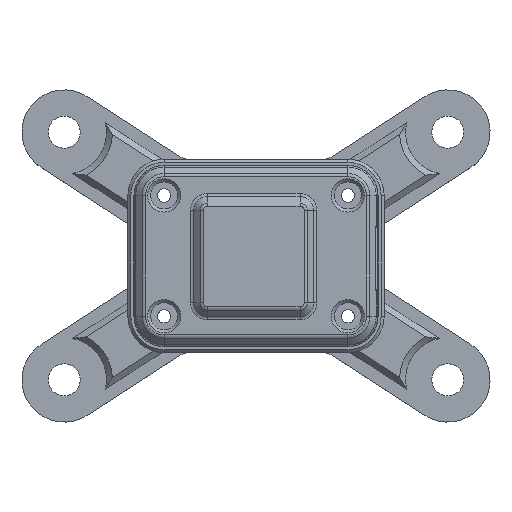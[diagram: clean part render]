
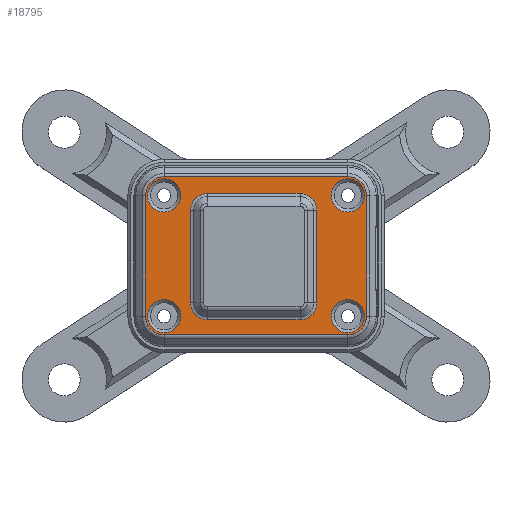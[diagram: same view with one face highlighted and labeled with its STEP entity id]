
A CAD part, top view. The second image highlights one B-rep face of the part: STEP entity #18795.
In plain terms, the highlighted face is planar.
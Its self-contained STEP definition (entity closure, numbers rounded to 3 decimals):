
#1029=FACE_BOUND('',#7600,.T.);
#1030=FACE_BOUND('',#7601,.T.);
#1031=FACE_BOUND('',#7602,.T.);
#1032=FACE_BOUND('',#7603,.T.);
#1033=FACE_BOUND('',#7604,.T.);
#2932=LINE('',#31076,#4932);
#2933=LINE('',#31084,#4933);
#2934=LINE('',#31092,#4934);
#2935=LINE('',#31098,#4935);
#2936=LINE('',#31104,#4936);
#2937=LINE('',#31108,#4937);
#2938=LINE('',#31112,#4938);
#2939=LINE('',#31115,#4939);
#4932=VECTOR('',#24897,10.);
#4933=VECTOR('',#24908,10.);
#4934=VECTOR('',#24919,10.);
#4935=VECTOR('',#24928,10.);
#4936=VECTOR('',#24933,10.);
#4937=VECTOR('',#24936,10.);
#4938=VECTOR('',#24939,10.);
#4939=VECTOR('',#24942,10.);
#5670=PLANE('',#20273);
#6554=FACE_OUTER_BOUND('',#7599,.T.);
#7599=EDGE_LOOP('',(#17420,#17421,#17422,#17423,#17424,#17425,#17426,#17427));
#7600=EDGE_LOOP('',(#17428,#17429,#17430,#17431,#17432,#17433,#17434,#17435));
#7601=EDGE_LOOP('',(#17436));
#7602=EDGE_LOOP('',(#17437));
#7603=EDGE_LOOP('',(#17438));
#7604=EDGE_LOOP('',(#17439));
#8130=CIRCLE('',#20255,3.089);
#8134=CIRCLE('',#20261,3.089);
#8137=CIRCLE('',#20266,3.089);
#8140=CIRCLE('',#20271,3.089);
#8141=CIRCLE('',#20274,2.811);
#8142=CIRCLE('',#20275,2.811);
#8143=CIRCLE('',#20276,2.811);
#8144=CIRCLE('',#20277,2.811);
#8145=CIRCLE('',#20278,2.75);
#8146=CIRCLE('',#20279,2.75);
#8147=CIRCLE('',#20280,2.75);
#8148=CIRCLE('',#20281,2.75);
#9948=VERTEX_POINT('',#31068);
#9949=VERTEX_POINT('',#31070);
#9950=VERTEX_POINT('',#31074);
#9951=VERTEX_POINT('',#31078);
#9952=VERTEX_POINT('',#31082);
#9953=VERTEX_POINT('',#31086);
#9954=VERTEX_POINT('',#31090);
#9955=VERTEX_POINT('',#31094);
#9956=VERTEX_POINT('',#31100);
#9957=VERTEX_POINT('',#31101);
#9958=VERTEX_POINT('',#31103);
#9959=VERTEX_POINT('',#31105);
#9960=VERTEX_POINT('',#31107);
#9961=VERTEX_POINT('',#31109);
#9962=VERTEX_POINT('',#31111);
#9963=VERTEX_POINT('',#31113);
#9964=VERTEX_POINT('',#31116);
#9965=VERTEX_POINT('',#31118);
#9966=VERTEX_POINT('',#31120);
#9967=VERTEX_POINT('',#31122);
#12467=EDGE_CURVE('',#9948,#9949,#8130,.T.);
#12470=EDGE_CURVE('',#9949,#9950,#2932,.T.);
#12472=EDGE_CURVE('',#9950,#9951,#8134,.T.);
#12474=EDGE_CURVE('',#9951,#9952,#2933,.T.);
#12476=EDGE_CURVE('',#9952,#9953,#8137,.T.);
#12478=EDGE_CURVE('',#9953,#9954,#2934,.T.);
#12480=EDGE_CURVE('',#9954,#9955,#8140,.T.);
#12481=EDGE_CURVE('',#9955,#9948,#2935,.T.);
#12482=EDGE_CURVE('',#9956,#9957,#8141,.T.);
#12483=EDGE_CURVE('',#9958,#9956,#2936,.T.);
#12484=EDGE_CURVE('',#9959,#9958,#8142,.T.);
#12485=EDGE_CURVE('',#9960,#9959,#2937,.T.);
#12486=EDGE_CURVE('',#9961,#9960,#8143,.T.);
#12487=EDGE_CURVE('',#9962,#9961,#2938,.T.);
#12488=EDGE_CURVE('',#9963,#9962,#8144,.T.);
#12489=EDGE_CURVE('',#9957,#9963,#2939,.T.);
#12490=EDGE_CURVE('',#9964,#9964,#8145,.T.);
#12491=EDGE_CURVE('',#9965,#9965,#8146,.T.);
#12492=EDGE_CURVE('',#9966,#9966,#8147,.T.);
#12493=EDGE_CURVE('',#9967,#9967,#8148,.T.);
#17420=ORIENTED_EDGE('',*,*,#12467,.F.);
#17421=ORIENTED_EDGE('',*,*,#12481,.F.);
#17422=ORIENTED_EDGE('',*,*,#12480,.F.);
#17423=ORIENTED_EDGE('',*,*,#12478,.F.);
#17424=ORIENTED_EDGE('',*,*,#12476,.F.);
#17425=ORIENTED_EDGE('',*,*,#12474,.F.);
#17426=ORIENTED_EDGE('',*,*,#12472,.F.);
#17427=ORIENTED_EDGE('',*,*,#12470,.F.);
#17428=ORIENTED_EDGE('',*,*,#12482,.F.);
#17429=ORIENTED_EDGE('',*,*,#12483,.F.);
#17430=ORIENTED_EDGE('',*,*,#12484,.F.);
#17431=ORIENTED_EDGE('',*,*,#12485,.F.);
#17432=ORIENTED_EDGE('',*,*,#12486,.F.);
#17433=ORIENTED_EDGE('',*,*,#12487,.F.);
#17434=ORIENTED_EDGE('',*,*,#12488,.F.);
#17435=ORIENTED_EDGE('',*,*,#12489,.F.);
#17436=ORIENTED_EDGE('',*,*,#12490,.F.);
#17437=ORIENTED_EDGE('',*,*,#12491,.F.);
#17438=ORIENTED_EDGE('',*,*,#12492,.F.);
#17439=ORIENTED_EDGE('',*,*,#12493,.F.);
#18795=ADVANCED_FACE('',(#6554,#1029,#1030,#1031,#1032,#1033),#5670,.F.);
#20255=AXIS2_PLACEMENT_3D('',#31071,#24889,#24890);
#20261=AXIS2_PLACEMENT_3D('',#31080,#24902,#24903);
#20266=AXIS2_PLACEMENT_3D('',#31088,#24913,#24914);
#20271=AXIS2_PLACEMENT_3D('',#31096,#24924,#24925);
#20273=AXIS2_PLACEMENT_3D('',#31099,#24929,#24930);
#20274=AXIS2_PLACEMENT_3D('',#31102,#24931,#24932);
#20275=AXIS2_PLACEMENT_3D('',#31106,#24934,#24935);
#20276=AXIS2_PLACEMENT_3D('',#31110,#24937,#24938);
#20277=AXIS2_PLACEMENT_3D('',#31114,#24940,#24941);
#20278=AXIS2_PLACEMENT_3D('',#31117,#24943,#24944);
#20279=AXIS2_PLACEMENT_3D('',#31119,#24945,#24946);
#20280=AXIS2_PLACEMENT_3D('',#31121,#24947,#24948);
#20281=AXIS2_PLACEMENT_3D('',#31123,#24949,#24950);
#24889=DIRECTION('center_axis',(0.,0.,1.));
#24890=DIRECTION('ref_axis',(-0.707,0.707,0.));
#24897=DIRECTION('',(0.,-1.,0.));
#24902=DIRECTION('center_axis',(0.,0.,1.));
#24903=DIRECTION('ref_axis',(-0.707,-0.707,0.));
#24908=DIRECTION('',(1.,0.,0.));
#24913=DIRECTION('center_axis',(0.,0.,1.));
#24914=DIRECTION('ref_axis',(0.707,-0.707,0.));
#24919=DIRECTION('',(0.,1.,0.));
#24924=DIRECTION('center_axis',(0.,0.,1.));
#24925=DIRECTION('ref_axis',(0.707,0.707,0.));
#24928=DIRECTION('',(-1.,0.,0.));
#24929=DIRECTION('center_axis',(0.,0.,1.));
#24930=DIRECTION('ref_axis',(1.,0.,0.));
#24931=DIRECTION('center_axis',(0.,0.,-1.));
#24932=DIRECTION('ref_axis',(-0.707,-0.707,0.));
#24933=DIRECTION('',(-1.,0.,0.));
#24934=DIRECTION('center_axis',(0.,0.,-1.));
#24935=DIRECTION('ref_axis',(0.707,-0.707,0.));
#24936=DIRECTION('',(0.,-1.,0.));
#24937=DIRECTION('center_axis',(0.,0.,-1.));
#24938=DIRECTION('ref_axis',(0.707,0.707,0.));
#24939=DIRECTION('',(1.,0.,0.));
#24940=DIRECTION('center_axis',(0.,0.,-1.));
#24941=DIRECTION('ref_axis',(-0.707,0.707,0.));
#24942=DIRECTION('',(0.,1.,0.));
#24943=DIRECTION('center_axis',(0.,0.,-1.));
#24944=DIRECTION('ref_axis',(1.,0.,0.));
#24945=DIRECTION('center_axis',(0.,0.,-1.));
#24946=DIRECTION('ref_axis',(1.,0.,0.));
#24947=DIRECTION('center_axis',(0.,0.,-1.));
#24948=DIRECTION('ref_axis',(1.,0.,0.));
#24949=DIRECTION('center_axis',(0.,0.,-1.));
#24950=DIRECTION('ref_axis',(1.,0.,0.));
#31068=CARTESIAN_POINT('',(-15.212,13.089,-9.1));
#31070=CARTESIAN_POINT('',(-18.302,10.,-9.1));
#31071=CARTESIAN_POINT('Origin',(-15.212,10.,-9.1));
#31074=CARTESIAN_POINT('',(-18.302,-10.,-9.1));
#31076=CARTESIAN_POINT('',(-18.302,-2.5,-9.1));
#31078=CARTESIAN_POINT('',(-15.212,-13.089,-9.1));
#31080=CARTESIAN_POINT('Origin',(-15.212,-10.,-9.1));
#31082=CARTESIAN_POINT('',(15.212,-13.089,-9.1));
#31084=CARTESIAN_POINT('',(3.803,-13.089,-9.1));
#31086=CARTESIAN_POINT('',(18.302,-10.,-9.1));
#31088=CARTESIAN_POINT('Origin',(15.212,-10.,-9.1));
#31090=CARTESIAN_POINT('',(18.302,10.,-9.1));
#31092=CARTESIAN_POINT('',(18.302,2.5,-9.1));
#31094=CARTESIAN_POINT('',(15.212,13.089,-9.1));
#31096=CARTESIAN_POINT('Origin',(15.212,10.,-9.1));
#31098=CARTESIAN_POINT('',(-3.803,13.089,-9.1));
#31099=CARTESIAN_POINT('Origin',(0.,0.,
-9.1));
#31100=CARTESIAN_POINT('',(-7.288,-10.586,-9.1));
#31101=CARTESIAN_POINT('',(-10.098,-7.775,-9.1));
#31102=CARTESIAN_POINT('Origin',(-7.288,-7.775,-9.1));
#31103=CARTESIAN_POINT('',(8.012,-10.586,-9.1));
#31104=CARTESIAN_POINT('',(2.094,-10.586,-9.1));
#31105=CARTESIAN_POINT('',(10.823,-7.775,-9.1));
#31106=CARTESIAN_POINT('Origin',(8.012,-7.775,-9.1));
#31107=CARTESIAN_POINT('',(10.823,7.525,-9.1));
#31108=CARTESIAN_POINT('',(10.823,1.85,-9.1));
#31109=CARTESIAN_POINT('',(8.012,10.336,-9.1));
#31110=CARTESIAN_POINT('Origin',(8.012,7.525,-9.1));
#31111=CARTESIAN_POINT('',(-7.288,10.336,-9.1));
#31112=CARTESIAN_POINT('',(-1.731,10.336,-9.1));
#31113=CARTESIAN_POINT('',(-10.098,7.525,-9.1));
#31114=CARTESIAN_POINT('Origin',(-7.288,7.525,-9.1));
#31115=CARTESIAN_POINT('',(-10.098,-1.975,-9.1));
#31116=CARTESIAN_POINT('',(12.462,10.,-9.1));
#31117=CARTESIAN_POINT('Origin',(15.212,10.,-9.1));
#31118=CARTESIAN_POINT('',(-17.962,-10.,-9.1));
#31119=CARTESIAN_POINT('Origin',(-15.212,-10.,-9.1));
#31120=CARTESIAN_POINT('',(12.462,-10.,-9.1));
#31121=CARTESIAN_POINT('Origin',(15.212,-10.,-9.1));
#31122=CARTESIAN_POINT('',(-17.962,10.,-9.1));
#31123=CARTESIAN_POINT('Origin',(-15.212,10.,-9.1));
